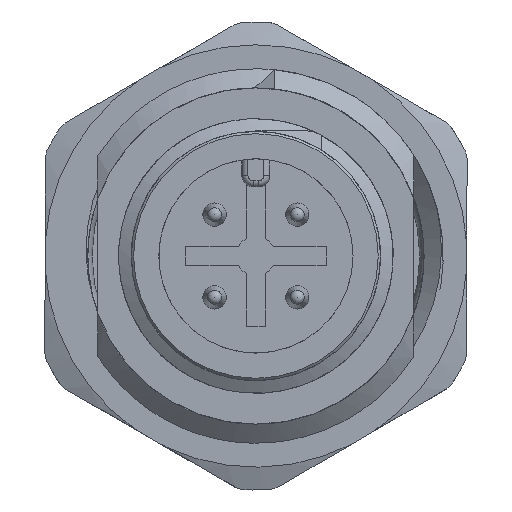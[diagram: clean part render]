
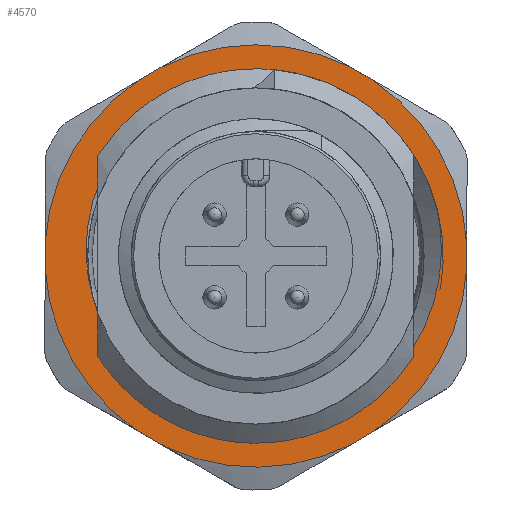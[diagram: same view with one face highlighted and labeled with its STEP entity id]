
A CAD part, front view. The second image highlights one B-rep face of the part: STEP entity #4570.
In plain terms, the highlighted face is planar.
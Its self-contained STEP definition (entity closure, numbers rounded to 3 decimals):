
#319=B_SPLINE_CURVE_WITH_KNOTS('',3,(#20498,#20499,#20500,#20501,#20502,
#20503,#20504),.UNSPECIFIED.,.F.,.F.,(4,1,1,1,4),(0.,
0.005,0.011,0.016,0.022),
 .UNSPECIFIED.);
#320=B_SPLINE_CURVE_WITH_KNOTS('',3,(#20509,#20510,#20511,#20512,#20513,
#20514,#20515),.UNSPECIFIED.,.F.,.F.,(4,1,1,1,4),(0.,0.005,
0.011,0.016,0.022),.UNSPECIFIED.);
#641=LINE('',#20521,#863);
#642=LINE('',#20525,#864);
#643=LINE('',#20529,#865);
#644=LINE('',#20533,#866);
#645=LINE('',#20537,#867);
#646=LINE('',#20541,#868);
#863=VECTOR('',#5954,1000.);
#864=VECTOR('',#5957,1000.);
#865=VECTOR('',#5960,1000.);
#866=VECTOR('',#5963,1000.);
#867=VECTOR('',#5966,1000.);
#868=VECTOR('',#5969,1000.);
#1806=ORIENTED_EDGE('',*,*,#2632,.F.);
#1807=ORIENTED_EDGE('',*,*,#2633,.T.);
#1808=ORIENTED_EDGE('',*,*,#2634,.F.);
#1809=ORIENTED_EDGE('',*,*,#2635,.F.);
#1810=ORIENTED_EDGE('',*,*,#2636,.F.);
#1811=ORIENTED_EDGE('',*,*,#2637,.T.);
#1812=ORIENTED_EDGE('',*,*,#2638,.F.);
#1813=ORIENTED_EDGE('',*,*,#2639,.T.);
#1814=ORIENTED_EDGE('',*,*,#2640,.F.);
#1815=ORIENTED_EDGE('',*,*,#2641,.T.);
#1816=ORIENTED_EDGE('',*,*,#2642,.F.);
#1817=ORIENTED_EDGE('',*,*,#2643,.T.);
#1818=ORIENTED_EDGE('',*,*,#2644,.F.);
#1819=ORIENTED_EDGE('',*,*,#2645,.T.);
#1820=ORIENTED_EDGE('',*,*,#2646,.F.);
#1821=ORIENTED_EDGE('',*,*,#2647,.T.);
#2632=EDGE_CURVE('',#3135,#3136,#319,.T.);
#2633=EDGE_CURVE('',#3135,#3137,#3381,.T.);
#2634=EDGE_CURVE('',#3138,#3137,#320,.T.);
#2635=EDGE_CURVE('',#3136,#3138,#3382,.T.);
#2636=EDGE_CURVE('',#3139,#3140,#3383,.F.);
#2637=EDGE_CURVE('',#3139,#3141,#641,.T.);
#2638=EDGE_CURVE('',#3142,#3141,#3384,.F.);
#2639=EDGE_CURVE('',#3142,#3143,#642,.T.);
#2640=EDGE_CURVE('',#3144,#3143,#3385,.F.);
#2641=EDGE_CURVE('',#3144,#3145,#643,.T.);
#2642=EDGE_CURVE('',#3146,#3145,#3386,.F.);
#2643=EDGE_CURVE('',#3146,#3147,#644,.T.);
#2644=EDGE_CURVE('',#3148,#3147,#3387,.F.);
#2645=EDGE_CURVE('',#3148,#3149,#645,.T.);
#2646=EDGE_CURVE('',#3150,#3149,#3388,.F.);
#2647=EDGE_CURVE('',#3150,#3140,#646,.T.);
#3135=VERTEX_POINT('',#20505);
#3136=VERTEX_POINT('',#20506);
#3137=VERTEX_POINT('',#20508);
#3138=VERTEX_POINT('',#20516);
#3139=VERTEX_POINT('',#20519);
#3140=VERTEX_POINT('',#20520);
#3141=VERTEX_POINT('',#20522);
#3142=VERTEX_POINT('',#20524);
#3143=VERTEX_POINT('',#20526);
#3144=VERTEX_POINT('',#20528);
#3145=VERTEX_POINT('',#20530);
#3146=VERTEX_POINT('',#20532);
#3147=VERTEX_POINT('',#20534);
#3148=VERTEX_POINT('',#20536);
#3149=VERTEX_POINT('',#20538);
#3150=VERTEX_POINT('',#20540);
#3381=CIRCLE('',#5028,7.185);
#3382=CIRCLE('',#5029,8.);
#3383=CIRCLE('',#5030,9.024);
#3384=CIRCLE('',#5031,9.024);
#3385=CIRCLE('',#5032,9.024);
#3386=CIRCLE('',#5033,9.024);
#3387=CIRCLE('',#5034,9.024);
#3388=CIRCLE('',#5035,9.024);
#3704=EDGE_LOOP('',(#1806,#1807,#1808,#1809));
#3705=EDGE_LOOP('',(#1810,#1811,#1812,#1813,#1814,#1815,#1816,#1817,#1818,
#1819,#1820,#1821));
#4109=FACE_BOUND('',#3704,.T.);
#4110=FACE_BOUND('',#3705,.T.);
#4335=PLANE('',#5027);
#4570=ADVANCED_FACE('',(#4109,#4110),#4335,.T.);
#5027=AXIS2_PLACEMENT_3D('',#20497,#5946,#5947);
#5028=AXIS2_PLACEMENT_3D('',#20507,#5948,#5949);
#5029=AXIS2_PLACEMENT_3D('',#20517,#5950,#5951);
#5030=AXIS2_PLACEMENT_3D('',#20518,#5952,#5953);
#5031=AXIS2_PLACEMENT_3D('',#20523,#5955,#5956);
#5032=AXIS2_PLACEMENT_3D('',#20527,#5958,#5959);
#5033=AXIS2_PLACEMENT_3D('',#20531,#5961,#5962);
#5034=AXIS2_PLACEMENT_3D('',#20535,#5964,#5965);
#5035=AXIS2_PLACEMENT_3D('',#20539,#5967,#5968);
#5946=DIRECTION('',(1.,0.,0.));
#5947=DIRECTION('',(0.,0.,-1.));
#5948=DIRECTION('',(-1.,0.,0.));
#5949=DIRECTION('',(0.,1.,0.));
#5950=DIRECTION('',(1.,0.,0.));
#5951=DIRECTION('',(0.,0.,-1.));
#5952=DIRECTION('',(1.,0.,0.));
#5953=DIRECTION('',(0.,0.,-1.));
#5954=DIRECTION('',(0.,1.,0.));
#5955=DIRECTION('',(1.,0.,0.));
#5956=DIRECTION('',(0.,0.,-1.));
#5957=DIRECTION('',(0.,0.497,0.868));
#5958=DIRECTION('',(1.,0.,0.));
#5959=DIRECTION('',(0.,0.,-1.));
#5960=DIRECTION('',(0.,-0.497,0.868));
#5961=DIRECTION('',(1.,0.,0.));
#5962=DIRECTION('',(0.,0.,-1.));
#5963=DIRECTION('',(0.,-1.,0.));
#5964=DIRECTION('',(1.,0.,0.));
#5965=DIRECTION('',(0.,0.,-1.));
#5966=DIRECTION('',(0.,-0.498,-0.867));
#5967=DIRECTION('',(1.,0.,0.));
#5968=DIRECTION('',(0.,0.,-1.));
#5969=DIRECTION('',(0.,0.498,-0.867));
#20497=CARTESIAN_POINT('',(1.5,0.,0.));
#20498=CARTESIAN_POINT('',(1.5,-3.499,-6.276));
#20499=CARTESIAN_POINT('',(1.5,-1.937,-7.229));
#20500=CARTESIAN_POINT('',(1.5,1.882,-7.867));
#20501=CARTESIAN_POINT('',(1.5,6.782,-4.753));
#20502=CARTESIAN_POINT('',(1.5,8.419,0.798));
#20503=CARTESIAN_POINT('',(1.5,6.904,4.319));
#20504=CARTESIAN_POINT('',(1.5,5.657,5.657));
#20505=CARTESIAN_POINT('',(1.5,-3.499,-6.276));
#20506=CARTESIAN_POINT('',(1.5,5.657,5.657));
#20507=CARTESIAN_POINT('',(1.5,0.,0.));
#20508=CARTESIAN_POINT('',(1.5,-5.081,-5.081));
#20509=CARTESIAN_POINT('',(1.5,3.896,6.987));
#20510=CARTESIAN_POINT('',(1.5,2.267,7.821));
#20511=CARTESIAN_POINT('',(1.5,-1.534,8.317));
#20512=CARTESIAN_POINT('',(1.5,-6.426,5.225));
#20513=CARTESIAN_POINT('',(1.5,-8.082,-0.341));
#20514=CARTESIAN_POINT('',(1.5,-6.425,-3.838));
#20515=CARTESIAN_POINT('',(1.5,-5.081,-5.081));
#20516=CARTESIAN_POINT('',(1.5,3.896,6.987));
#20517=CARTESIAN_POINT('',(1.5,0.,0.));
#20518=CARTESIAN_POINT('',(1.5,0.,0.));
#20519=CARTESIAN_POINT('',(1.5,-0.764,-8.992));
#20520=CARTESIAN_POINT('',(1.5,-7.542,-4.955));
#20521=CARTESIAN_POINT('',(1.5,-4.376,-8.992));
#20522=CARTESIAN_POINT('',(1.5,0.764,-8.992));
#20523=CARTESIAN_POINT('',(1.5,0.,0.));
#20524=CARTESIAN_POINT('',(1.5,7.551,-4.941));
#20525=CARTESIAN_POINT('',(1.5,5.661,-8.243));
#20526=CARTESIAN_POINT('',(1.5,8.085,-4.008));
#20527=CARTESIAN_POINT('',(1.5,0.,0.));
#20528=CARTESIAN_POINT('',(1.5,8.085,4.008));
#20529=CARTESIAN_POINT('',(1.5,9.975,0.706));
#20530=CARTESIAN_POINT('',(1.5,7.551,4.941));
#20531=CARTESIAN_POINT('',(1.5,0.,0.));
#20532=CARTESIAN_POINT('',(1.5,0.537,9.008));
#20533=CARTESIAN_POINT('',(1.5,4.342,9.008));
#20534=CARTESIAN_POINT('',(1.5,-0.537,9.008));
#20535=CARTESIAN_POINT('',(1.5,0.,0.));
#20536=CARTESIAN_POINT('',(1.5,-7.542,4.955));
#20537=CARTESIAN_POINT('',(1.5,-5.646,8.254));
#20538=CARTESIAN_POINT('',(1.5,-8.078,4.024));
#20539=CARTESIAN_POINT('',(1.5,0.,0.));
#20540=CARTESIAN_POINT('',(1.5,-8.078,-4.024));
#20541=CARTESIAN_POINT('',(1.5,-9.974,-0.725));
